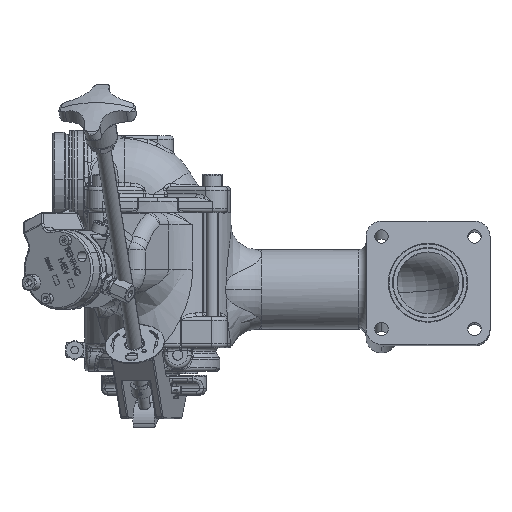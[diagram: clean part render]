
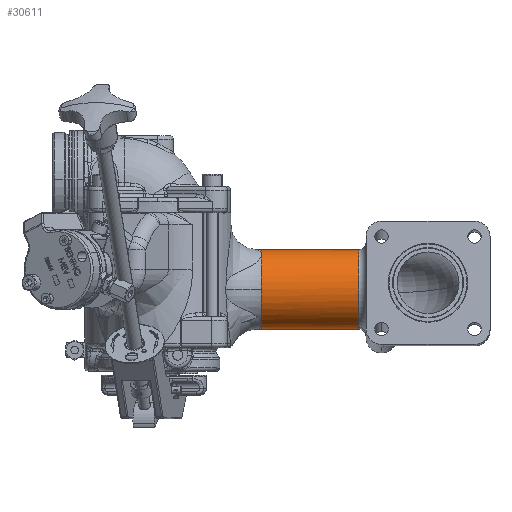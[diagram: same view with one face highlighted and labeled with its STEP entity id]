
A CAD part, front view. The second image highlights one B-rep face of the part: STEP entity #30611.
In plain terms, the highlighted cylindrical face has radius 32 mm (diameter 64 mm), a partial arc.
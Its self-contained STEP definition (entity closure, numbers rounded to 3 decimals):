
#250 = AXIS2_PLACEMENT_3D ( 'NONE', #41775, #41783, #41784 ) ;
#305 = AXIS2_PLACEMENT_3D ( 'NONE', #53138, #53121, #53117 ) ;
#315 = AXIS2_PLACEMENT_3D ( 'NONE', #53316, #53514, #53441 ) ;
#1748 = EDGE_CURVE ( 'NONE', #10996, #11000, #89710, .T. ) ;
#1759 = EDGE_CURVE ( 'NONE', #11035, #11027, #90265, .T. ) ;
#1808 = EDGE_CURVE ( 'NONE', #11049, #11000, #90264, .T. ) ;
#1908 = EDGE_CURVE ( 'NONE', #11023, #11035, #14817, .T. ) ;
#1983 = EDGE_CURVE ( 'NONE', #11027, #10996, #90131, .T. ) ;
#1993 = EDGE_CURVE ( 'NONE', #11015, #11023, #90229, .T. ) ;
#2020 = EDGE_CURVE ( 'NONE', #11049, #11015, #14883, .T. ) ;
#10996 = VERTEX_POINT ( 'NONE', #31524 ) ;
#11000 = VERTEX_POINT ( 'NONE', #31536 ) ;
#11015 = VERTEX_POINT ( 'NONE', #31571 ) ;
#11023 = VERTEX_POINT ( 'NONE', #31577 ) ;
#11027 = VERTEX_POINT ( 'NONE', #31561 ) ;
#11035 = VERTEX_POINT ( 'NONE', #31921 ) ;
#11049 = VERTEX_POINT ( 'NONE', #31937 ) ;
#14817 = B_SPLINE_CURVE_WITH_KNOTS ( 'NONE', 3,
 ( #54959, #54953, #54952, #54950 ),
 .UNSPECIFIED., .F., .F.,
 ( 4, 4 ),
 ( 0., 0.001 ),
 .UNSPECIFIED. ) ;
#14883 = B_SPLINE_CURVE_WITH_KNOTS ( 'NONE', 3,
 ( #42245, #42285, #42287, #42288, #42290, #42293, #42295, #42297 ),
 .UNSPECIFIED., .F., .F.,
 ( 4, 2, 2, 4 ),
 ( 0.001, 0.006, 0.008, 0.01 ),
 .UNSPECIFIED. ) ;
#15087 = AXIS2_PLACEMENT_3D ( 'NONE', #18724, #18716, #18687 ) ;
#18687 = DIRECTION ( 'NONE',  ( 0., 0., 1. ) ) ;
#18716 = DIRECTION ( 'NONE',  ( -1., 0., 0. ) ) ;
#18724 = CARTESIAN_POINT ( 'NONE',  ( 174., 27., -62. ) ) ;
#27413 = EDGE_LOOP ( 'NONE', ( #47947, #47830, #48550, #47928, #47528, #47511, #47473 ) ) ;
#28709 = FACE_OUTER_BOUND ( 'NONE', #27413, .T. ) ;
#28736 = CYLINDRICAL_SURFACE ( 'NONE', #15087, 32. ) ;
#30611 = ADVANCED_FACE ( 'NONE', ( #28709 ), #28736, .T. ) ;
#31524 = CARTESIAN_POINT ( 'NONE',  ( 83.7, -5., -62. ) ) ;
#31536 = CARTESIAN_POINT ( 'NONE',  ( 83.7, 27., -94. ) ) ;
#31561 = CARTESIAN_POINT ( 'NONE',  ( 83.7, 27., -30. ) ) ;
#31571 = CARTESIAN_POINT ( 'NONE',  ( 162., 18.016, -92.713 ) ) ;
#31577 = CARTESIAN_POINT ( 'NONE',  ( 162., 25.713, -30.026 ) ) ;
#31921 = CARTESIAN_POINT ( 'NONE',  ( 162.001, 27., -30. ) ) ;
#31937 = CARTESIAN_POINT ( 'NONE',  ( 162.001, 27., -94. ) ) ;
#41636 = DIRECTION ( 'NONE',  ( -1., 0., 0. ) ) ;
#41640 = CARTESIAN_POINT ( 'NONE',  ( 174., 27., -30. ) ) ;
#41775 = CARTESIAN_POINT ( 'NONE',  ( 83.7, 27., -62. ) ) ;
#41783 = DIRECTION ( 'NONE',  ( 1., 0., 0. ) ) ;
#41784 = DIRECTION ( 'NONE',  ( 0., 0., -1. ) ) ;
#42245 = CARTESIAN_POINT ( 'NONE',  ( 162.001, 27., -94. ) ) ;
#42285 = CARTESIAN_POINT ( 'NONE',  ( 162.004, 25.48, -94. ) ) ;
#42287 = CARTESIAN_POINT ( 'NONE',  ( 162.008, 23.971, -93.892 ) ) ;
#42288 = CARTESIAN_POINT ( 'NONE',  ( 162.006, 21.724, -93.571 ) ) ;
#42290 = CARTESIAN_POINT ( 'NONE',  ( 162.005, 20.978, -93.437 ) ) ;
#42293 = CARTESIAN_POINT ( 'NONE',  ( 162.002, 19.491, -93.116 ) ) ;
#42295 = CARTESIAN_POINT ( 'NONE',  ( 162., 18.749, -92.928 ) ) ;
#42297 = CARTESIAN_POINT ( 'NONE',  ( 162., 18.016, -92.713 ) ) ;
#47473 = ORIENTED_EDGE ( 'NONE', *, *, #1748, .T. ) ;
#47511 = ORIENTED_EDGE ( 'NONE', *, *, #1983, .T. ) ;
#47528 = ORIENTED_EDGE ( 'NONE', *, *, #1759, .T. ) ;
#47830 = ORIENTED_EDGE ( 'NONE', *, *, #2020, .T. ) ;
#47928 = ORIENTED_EDGE ( 'NONE', *, *, #1908, .T. ) ;
#47947 = ORIENTED_EDGE ( 'NONE', *, *, #1808, .F. ) ;
#48550 = ORIENTED_EDGE ( 'NONE', *, *, #1993, .T. ) ;
#53117 = DIRECTION ( 'NONE',  ( 0., 0., -1. ) ) ;
#53121 = DIRECTION ( 'NONE',  ( 1., 0., 0. ) ) ;
#53138 = CARTESIAN_POINT ( 'NONE',  ( 83.7, 27., -62. ) ) ;
#53316 = CARTESIAN_POINT ( 'NONE',  ( 162., 27., -62. ) ) ;
#53441 = DIRECTION ( 'NONE',  ( 0., 0., -1. ) ) ;
#53514 = DIRECTION ( 'NONE',  ( -1., 0., 0. ) ) ;
#54950 = CARTESIAN_POINT ( 'NONE',  ( 162.001, 27., -30. ) ) ;
#54952 = CARTESIAN_POINT ( 'NONE',  ( 162.001, 26.572, -30. ) ) ;
#54953 = CARTESIAN_POINT ( 'NONE',  ( 162., 26.143, -30.009 ) ) ;
#54959 = CARTESIAN_POINT ( 'NONE',  ( 162., 25.713, -30.026 ) ) ;
#55572 = DIRECTION ( 'NONE',  ( -1., 0., 0. ) ) ;
#55574 = CARTESIAN_POINT ( 'NONE',  ( 174., 27., -94. ) ) ;
#89710 = CIRCLE ( 'NONE', #250, 32. ) ;
#89815 = VECTOR ( 'NONE', #55572, 1000. ) ;
#89921 = VECTOR ( 'NONE', #41636, 1000. ) ;
#90131 = CIRCLE ( 'NONE', #305, 32. ) ;
#90229 = CIRCLE ( 'NONE', #315, 32. ) ;
#90264 = LINE ( 'NONE', #55574, #89815 ) ;
#90265 = LINE ( 'NONE', #41640, #89921 ) ;
